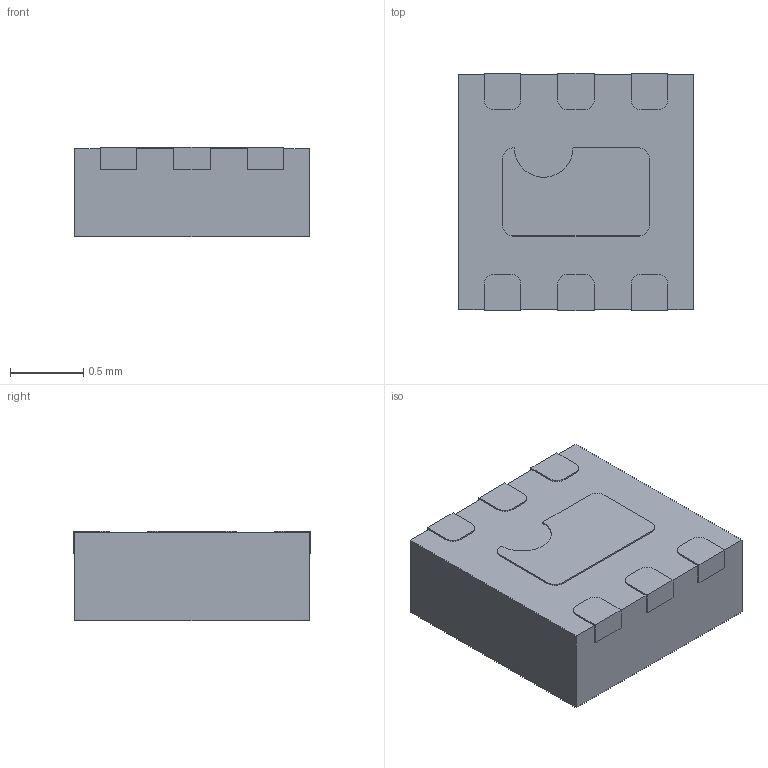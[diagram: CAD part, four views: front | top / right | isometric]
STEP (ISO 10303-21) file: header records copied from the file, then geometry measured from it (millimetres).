
FILE_DESCRIPTION(/* description */ (''),/* implementation_level */ '2;1');
FILE_NAME(/* name */ '39060214.stp',/* time_stamp */ '2015-01-07T15:39:55+01:00',/* author */ ('brotzinger'),/* organization */ (''),/* preprocessor_version */ 'ST-DEVELOPER v15.2',/* originating_system */ 'Autodesk Inventor 2014',/* authorisation */ '');
FILE_SCHEMA (('AUTOMOTIVE_DESIGN { 1 0 10303 214 3 1 1 }'));
Length unit declared in the file: millimetre
Products named in the file (1): 39060214
Bounding box: 1.6 x 1.62 x 0.61 mm (x, y, z)
Volume: 1.5 mm3; surface area: 9.1 mm2
Topology: 1 solids, 1 shells, 70 faces, 198 edges, 132 vertices
Faces by surface type: plane 53, cylinder 17
Entity records: 2293 total; most frequent: CARTESIAN_POINT 401, ORIENTED_EDGE 396, DIRECTION 374, EDGE_CURVE 198, LINE 164, VECTOR 164, VERTEX_POINT 132, AXIS2_PLACEMENT_3D 105
